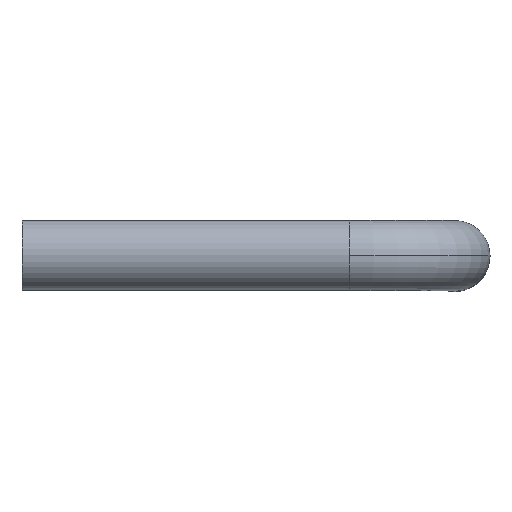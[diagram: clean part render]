
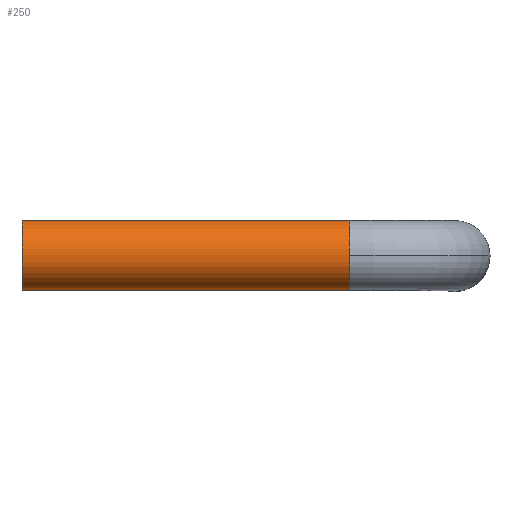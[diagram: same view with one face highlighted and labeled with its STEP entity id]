
A CAD part, top view. The second image highlights one B-rep face of the part: STEP entity #250.
In plain terms, the highlighted cylindrical face has radius 0.3 mm (diameter 0.6 mm), a partial arc.
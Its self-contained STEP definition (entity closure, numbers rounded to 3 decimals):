
#9 = DIRECTION ( 'NONE',  ( -1., 0., 0. ) ) ;
#21 = EDGE_CURVE ( 'NONE', #85, #225, #273, .T. ) ;
#34 = EDGE_CURVE ( 'NONE', #85, #215, #180, .T. ) ;
#43 = DIRECTION ( 'NONE',  ( -1., 0., 0. ) ) ;
#46 = VERTEX_POINT ( 'NONE', #182 ) ;
#55 = DIRECTION ( 'NONE',  ( -1., 0., 0. ) ) ;
#71 = ORIENTED_EDGE ( 'NONE', *, *, #201, .T. ) ;
#76 = CARTESIAN_POINT ( 'NONE',  ( -0.9, 0., 4.9 ) ) ;
#85 = VERTEX_POINT ( 'NONE', #132 ) ;
#97 = DIRECTION ( 'NONE',  ( -1., 0., 0. ) ) ;
#100 = ORIENTED_EDGE ( 'NONE', *, *, #21, .F. ) ;
#129 = EDGE_LOOP ( 'NONE', ( #173, #71, #159, #209, #100 ) ) ;
#130 = AXIS2_PLACEMENT_3D ( 'NONE', #212, #55, #265 ) ;
#132 = CARTESIAN_POINT ( 'NONE',  ( -0.9, -0.3, 4.9 ) ) ;
#134 = CIRCLE ( 'NONE', #195, 0.3 ) ;
#141 = DIRECTION ( 'NONE',  ( 0., 0., 1. ) ) ;
#142 = CARTESIAN_POINT ( 'NONE',  ( -0.9, 0.3, 4.9 ) ) ;
#152 = VECTOR ( 'NONE', #9, 1000. ) ;
#159 = ORIENTED_EDGE ( 'NONE', *, *, #236, .T. ) ;
#166 = CARTESIAN_POINT ( 'NONE',  ( -3.7, -0.3, 4.9 ) ) ;
#168 = DIRECTION ( 'NONE',  ( 0., 0., 1. ) ) ;
#173 = ORIENTED_EDGE ( 'NONE', *, *, #34, .T. ) ;
#180 = CIRCLE ( 'NONE', #193, 0.3 ) ;
#181 = DIRECTION ( 'NONE',  ( 0., 0., 1. ) ) ;
#182 = CARTESIAN_POINT ( 'NONE',  ( -3.7, 0.3, 4.9 ) ) ;
#183 = EDGE_CURVE ( 'NONE', #225, #46, #134, .T. ) ;
#189 = DIRECTION ( 'NONE',  ( -1., 0., 0. ) ) ;
#192 = VECTOR ( 'NONE', #43, 1000. ) ;
#193 = AXIS2_PLACEMENT_3D ( 'NONE', #258, #207, #181 ) ;
#195 = AXIS2_PLACEMENT_3D ( 'NONE', #227, #97, #141 ) ;
#201 = EDGE_CURVE ( 'NONE', #215, #253, #214, .T. ) ;
#207 = DIRECTION ( 'NONE',  ( -1., 0., 0. ) ) ;
#209 = ORIENTED_EDGE ( 'NONE', *, *, #183, .F. ) ;
#212 = CARTESIAN_POINT ( 'NONE',  ( -0.9, 0., 4.9 ) ) ;
#213 = CARTESIAN_POINT ( 'NONE',  ( -0.9, 0.3, 4.9 ) ) ;
#214 = CIRCLE ( 'NONE', #263, 0.3 ) ;
#215 = VERTEX_POINT ( 'NONE', #226 ) ;
#222 = LINE ( 'NONE', #142, #152 ) ;
#225 = VERTEX_POINT ( 'NONE', #166 ) ;
#226 = CARTESIAN_POINT ( 'NONE',  ( -0.9, 0., 5.2 ) ) ;
#227 = CARTESIAN_POINT ( 'NONE',  ( -3.7, 0., 4.9 ) ) ;
#232 = CYLINDRICAL_SURFACE ( 'NONE', #130, 0.3 ) ;
#236 = EDGE_CURVE ( 'NONE', #253, #46, #222, .T. ) ;
#250 = ADVANCED_FACE ( 'NONE', ( #272 ), #232, .T. ) ;
#253 = VERTEX_POINT ( 'NONE', #213 ) ;
#258 = CARTESIAN_POINT ( 'NONE',  ( -0.9, 0., 4.9 ) ) ;
#263 = AXIS2_PLACEMENT_3D ( 'NONE', #76, #189, #168 ) ;
#265 = DIRECTION ( 'NONE',  ( 0., -1., 0. ) ) ;
#272 = FACE_OUTER_BOUND ( 'NONE', #129, .T. ) ;
#273 = LINE ( 'NONE', #280, #192 ) ;
#280 = CARTESIAN_POINT ( 'NONE',  ( -0.9, -0.3, 4.9 ) ) ;
